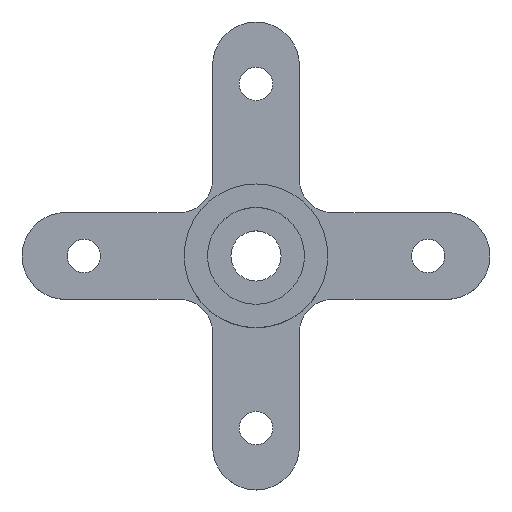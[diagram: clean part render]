
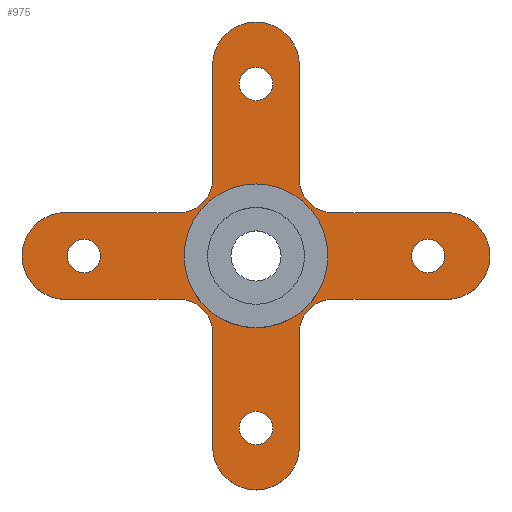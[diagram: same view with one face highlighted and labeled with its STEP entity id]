
A CAD part, top view. The second image highlights one B-rep face of the part: STEP entity #975.
In plain terms, the highlighted planar face has unit normal (0, 0, 1).
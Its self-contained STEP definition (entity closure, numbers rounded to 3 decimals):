
#111=CARTESIAN_POINT('',(5.15,0.,0.));
#112=DIRECTION('',(0.,0.,-1.));
#113=DIRECTION('',(0.,1.,0.));
#114=AXIS2_PLACEMENT_3D('',#111,#112,#113);
#120=CARTESIAN_POINT('',(5.15,0.,0.));
#121=DIRECTION('',(0.,0.,-1.));
#122=DIRECTION('',(0.,-1.,0.));
#123=AXIS2_PLACEMENT_3D('',#120,#121,#122);
#128=CARTESIAN_POINT('',(-5.15,0.,0.));
#129=DIRECTION('',(0.,0.,-1.));
#130=DIRECTION('',(0.,1.,0.));
#131=AXIS2_PLACEMENT_3D('',#128,#129,#130);
#136=CARTESIAN_POINT('',(-5.15,0.,0.));
#137=DIRECTION('',(0.,0.,-1.));
#138=DIRECTION('',(0.,-1.,0.));
#139=AXIS2_PLACEMENT_3D('',#136,#137,#138);
#144=CARTESIAN_POINT('',(0.,5.15,0.));
#145=DIRECTION('',(0.,0.,-1.));
#146=DIRECTION('',(1.,0.,0.));
#147=AXIS2_PLACEMENT_3D('',#144,#145,#146);
#152=CARTESIAN_POINT('',(0.,5.15,0.));
#153=DIRECTION('',(0.,0.,-1.));
#154=DIRECTION('',(-1.,0.,0.));
#155=AXIS2_PLACEMENT_3D('',#152,#153,#154);
#160=CARTESIAN_POINT('',(0.,-5.15,0.));
#161=DIRECTION('',(0.,0.,-1.));
#162=DIRECTION('',(1.,0.,0.));
#163=AXIS2_PLACEMENT_3D('',#160,#161,#162);
#168=CARTESIAN_POINT('',(0.,-5.15,0.));
#169=DIRECTION('',(0.,0.,-1.));
#170=DIRECTION('',(-1.,0.,0.));
#171=AXIS2_PLACEMENT_3D('',#168,#169,#170);
#176=DIRECTION('',(1.,0.,0.));
#177=VECTOR('',#176,3.4);
#178=CARTESIAN_POINT('',(2.3,-1.3,0.));
#179=LINE('',#178,#177);
#183=DIRECTION('',(0.,1.,0.));
#184=VECTOR('',#183,3.4);
#185=CARTESIAN_POINT('',(1.3,-5.7,0.));
#186=LINE('',#185,#184);
#190=CARTESIAN_POINT('',(0.,-5.7,0.));
#191=DIRECTION('',(0.,0.,1.));
#192=DIRECTION('',(-1.,0.,0.));
#193=AXIS2_PLACEMENT_3D('',#190,#191,#192);
#198=DIRECTION('',(0.,-1.,0.));
#199=VECTOR('',#198,3.4);
#200=CARTESIAN_POINT('',(-1.3,-2.3,0.));
#201=LINE('',#200,#199);
#205=DIRECTION('',(1.,0.,0.));
#206=VECTOR('',#205,3.4);
#207=CARTESIAN_POINT('',(-5.7,-1.3,0.));
#208=LINE('',#207,#206);
#212=CARTESIAN_POINT('',(-5.7,0.,0.));
#213=DIRECTION('',(0.,0.,1.));
#214=DIRECTION('',(0.,1.,0.));
#215=AXIS2_PLACEMENT_3D('',#212,#213,#214);
#220=DIRECTION('',(-1.,0.,0.));
#221=VECTOR('',#220,3.4);
#222=CARTESIAN_POINT('',(-2.3,1.3,0.));
#223=LINE('',#222,#221);
#227=DIRECTION('',(0.,-1.,0.));
#228=VECTOR('',#227,3.4);
#229=CARTESIAN_POINT('',(-1.3,5.7,0.));
#230=LINE('',#229,#228);
#234=CARTESIAN_POINT('',(0.,5.7,0.));
#235=DIRECTION('',(0.,0.,1.));
#236=DIRECTION('',(1.,0.,0.));
#237=AXIS2_PLACEMENT_3D('',#234,#235,#236);
#242=DIRECTION('',(0.,1.,0.));
#243=VECTOR('',#242,3.4);
#244=CARTESIAN_POINT('',(1.3,2.3,0.));
#245=LINE('',#244,#243);
#249=DIRECTION('',(-1.,0.,0.));
#250=VECTOR('',#249,3.4);
#251=CARTESIAN_POINT('',(5.7,1.3,0.));
#252=LINE('',#251,#250);
#256=CARTESIAN_POINT('',(5.7,0.,0.));
#257=DIRECTION('',(0.,0.,1.));
#258=DIRECTION('',(0.,-1.,0.));
#259=AXIS2_PLACEMENT_3D('',#256,#257,#258);
#264=CARTESIAN_POINT('',(0.,0.,0.));
#265=DIRECTION('',(0.,0.,1.));
#266=DIRECTION('',(1.,0.,0.));
#267=AXIS2_PLACEMENT_3D('',#264,#265,#266);
#272=CARTESIAN_POINT('',(0.,0.,0.));
#273=DIRECTION('',(0.,0.,1.));
#274=DIRECTION('',(-1.,0.,0.));
#275=AXIS2_PLACEMENT_3D('',#272,#273,#274);
#533=CARTESIAN_POINT('',(2.3,2.3,0.));
#534=DIRECTION('',(0.,0.,-1.));
#535=DIRECTION('',(0.,-1.,0.));
#536=AXIS2_PLACEMENT_3D('',#533,#534,#535);
#590=CARTESIAN_POINT('',(2.3,-2.3,0.));
#591=DIRECTION('',(0.,0.,-1.));
#592=DIRECTION('',(-1.,0.,0.));
#593=AXIS2_PLACEMENT_3D('',#590,#591,#592);
#614=CARTESIAN_POINT('',(-2.3,-2.3,0.));
#615=DIRECTION('',(0.,0.,-1.));
#616=DIRECTION('',(0.,1.,0.));
#617=AXIS2_PLACEMENT_3D('',#614,#615,#616);
#650=CARTESIAN_POINT('',(-2.3,2.3,0.));
#651=DIRECTION('',(0.,0.,-1.));
#652=DIRECTION('',(1.,0.,0.));
#653=AXIS2_PLACEMENT_3D('',#650,#651,#652);
#786=CARTESIAN_POINT('',(0.5,5.15,0.));
#787=CARTESIAN_POINT('',(-0.5,5.15,0.));
#788=VERTEX_POINT('',#786);
#789=VERTEX_POINT('',#787);
#790=CARTESIAN_POINT('',(0.5,-5.15,0.));
#791=CARTESIAN_POINT('',(-0.5,-5.15,0.));
#792=VERTEX_POINT('',#790);
#793=VERTEX_POINT('',#791);
#794=CARTESIAN_POINT('',(1.3,5.7,0.));
#795=CARTESIAN_POINT('',(-1.3,5.7,0.));
#796=VERTEX_POINT('',#794);
#797=VERTEX_POINT('',#795);
#798=CARTESIAN_POINT('',(-1.3,-5.7,0.));
#799=CARTESIAN_POINT('',(1.3,-5.7,0.));
#800=VERTEX_POINT('',#798);
#801=VERTEX_POINT('',#799);
#818=CARTESIAN_POINT('',(-5.15,0.5,0.));
#819=CARTESIAN_POINT('',(-5.15,-0.5,0.));
#820=VERTEX_POINT('',#818);
#821=VERTEX_POINT('',#819);
#822=CARTESIAN_POINT('',(5.15,0.5,0.));
#823=CARTESIAN_POINT('',(5.15,-0.5,0.));
#824=VERTEX_POINT('',#822);
#825=VERTEX_POINT('',#823);
#826=CARTESIAN_POINT('',(-5.7,1.3,0.));
#827=CARTESIAN_POINT('',(-5.7,-1.3,0.));
#828=VERTEX_POINT('',#826);
#829=VERTEX_POINT('',#827);
#830=CARTESIAN_POINT('',(5.7,-1.3,0.));
#831=CARTESIAN_POINT('',(5.7,1.3,0.));
#832=VERTEX_POINT('',#830);
#833=VERTEX_POINT('',#831);
#851=CARTESIAN_POINT('',(1.3,2.3,0.));
#853=VERTEX_POINT('',#851);
#855=CARTESIAN_POINT('',(2.3,1.3,0.));
#857=VERTEX_POINT('',#855);
#858=CARTESIAN_POINT('',(1.3,-2.3,0.));
#860=VERTEX_POINT('',#858);
#862=CARTESIAN_POINT('',(2.3,-1.3,0.));
#864=VERTEX_POINT('',#862);
#867=CARTESIAN_POINT('',(-1.3,-2.3,0.));
#869=VERTEX_POINT('',#867);
#871=CARTESIAN_POINT('',(-2.3,-1.3,0.));
#873=VERTEX_POINT('',#871);
#874=CARTESIAN_POINT('',(-1.3,2.3,0.));
#876=VERTEX_POINT('',#874);
#878=CARTESIAN_POINT('',(-2.3,1.3,0.));
#880=VERTEX_POINT('',#878);
#886=CARTESIAN_POINT('',(2.15,0.,0.));
#887=CARTESIAN_POINT('',(-2.15,0.,0.));
#888=VERTEX_POINT('',#886);
#889=VERTEX_POINT('',#887);
#906=CARTESIAN_POINT('',(0.,0.,0.));
#907=DIRECTION('',(0.,0.,1.));
#908=DIRECTION('',(1.,0.,0.));
#909=AXIS2_PLACEMENT_3D('',#906,#907,#908);
#910=PLANE('',#909);
#912=ORIENTED_EDGE('',*,*,#911,.F.);
#914=ORIENTED_EDGE('',*,*,#913,.F.);
#916=ORIENTED_EDGE('',*,*,#915,.F.);
#918=ORIENTED_EDGE('',*,*,#917,.F.);
#920=ORIENTED_EDGE('',*,*,#919,.F.);
#922=ORIENTED_EDGE('',*,*,#921,.F.);
#924=ORIENTED_EDGE('',*,*,#923,.F.);
#926=ORIENTED_EDGE('',*,*,#925,.F.);
#928=ORIENTED_EDGE('',*,*,#927,.F.);
#930=ORIENTED_EDGE('',*,*,#929,.F.);
#932=ORIENTED_EDGE('',*,*,#931,.F.);
#934=ORIENTED_EDGE('',*,*,#933,.F.);
#936=ORIENTED_EDGE('',*,*,#935,.F.);
#938=ORIENTED_EDGE('',*,*,#937,.F.);
#940=ORIENTED_EDGE('',*,*,#939,.F.);
#942=ORIENTED_EDGE('',*,*,#941,.F.);
#943=EDGE_LOOP('',(#912,#914,#916,#918,#920,#922,#924,#926,#928,#930,#932,#934,
#936,#938,#940,#942));
#944=FACE_OUTER_BOUND('',#943,.F.);
#946=ORIENTED_EDGE('',*,*,#945,.F.);
#948=ORIENTED_EDGE('',*,*,#947,.F.);
#949=EDGE_LOOP('',(#946,#948));
#950=FACE_BOUND('',#949,.F.);
#952=ORIENTED_EDGE('',*,*,#951,.F.);
#954=ORIENTED_EDGE('',*,*,#953,.F.);
#955=EDGE_LOOP('',(#952,#954));
#956=FACE_BOUND('',#955,.F.);
#958=ORIENTED_EDGE('',*,*,#957,.F.);
#960=ORIENTED_EDGE('',*,*,#959,.F.);
#961=EDGE_LOOP('',(#958,#960));
#962=FACE_BOUND('',#961,.F.);
#964=ORIENTED_EDGE('',*,*,#963,.F.);
#966=ORIENTED_EDGE('',*,*,#965,.F.);
#967=EDGE_LOOP('',(#964,#966));
#968=FACE_BOUND('',#967,.F.);
#970=ORIENTED_EDGE('',*,*,#969,.T.);
#972=ORIENTED_EDGE('',*,*,#971,.T.);
#973=EDGE_LOOP('',(#970,#972));
#974=FACE_BOUND('',#973,.F.);
#975=ADVANCED_FACE('',(#944,#950,#956,#962,#968,#974),#910,.T.);
#115=CIRCLE('',#114,0.5);
#124=CIRCLE('',#123,0.5);
#132=CIRCLE('',#131,0.5);
#140=CIRCLE('',#139,0.5);
#148=CIRCLE('',#147,0.5);
#156=CIRCLE('',#155,0.5);
#164=CIRCLE('',#163,0.5);
#172=CIRCLE('',#171,0.5);
#194=CIRCLE('',#193,1.3);
#216=CIRCLE('',#215,1.3);
#238=CIRCLE('',#237,1.3);
#260=CIRCLE('',#259,1.3);
#268=CIRCLE('',#267,2.15);
#276=CIRCLE('',#275,2.15);
#537=CIRCLE('',#536,1.);
#594=CIRCLE('',#593,1.);
#618=CIRCLE('',#617,1.);
#654=CIRCLE('',#653,1.);
#911=EDGE_CURVE('',#864,#832,#179,.T.);
#913=EDGE_CURVE('',#860,#864,#594,.T.);
#915=EDGE_CURVE('',#801,#860,#186,.T.);
#917=EDGE_CURVE('',#800,#801,#194,.T.);
#919=EDGE_CURVE('',#869,#800,#201,.T.);
#921=EDGE_CURVE('',#873,#869,#618,.T.);
#923=EDGE_CURVE('',#829,#873,#208,.T.);
#925=EDGE_CURVE('',#828,#829,#216,.T.);
#927=EDGE_CURVE('',#880,#828,#223,.T.);
#929=EDGE_CURVE('',#876,#880,#654,.T.);
#931=EDGE_CURVE('',#797,#876,#230,.T.);
#933=EDGE_CURVE('',#796,#797,#238,.T.);
#935=EDGE_CURVE('',#853,#796,#245,.T.);
#937=EDGE_CURVE('',#857,#853,#537,.T.);
#939=EDGE_CURVE('',#833,#857,#252,.T.);
#941=EDGE_CURVE('',#832,#833,#260,.T.);
#945=EDGE_CURVE('',#824,#825,#115,.T.);
#947=EDGE_CURVE('',#825,#824,#124,.T.);
#951=EDGE_CURVE('',#820,#821,#132,.T.);
#953=EDGE_CURVE('',#821,#820,#140,.T.);
#957=EDGE_CURVE('',#788,#789,#148,.T.);
#959=EDGE_CURVE('',#789,#788,#156,.T.);
#963=EDGE_CURVE('',#792,#793,#164,.T.);
#965=EDGE_CURVE('',#793,#792,#172,.T.);
#969=EDGE_CURVE('',#888,#889,#268,.T.);
#971=EDGE_CURVE('',#889,#888,#276,.T.);
